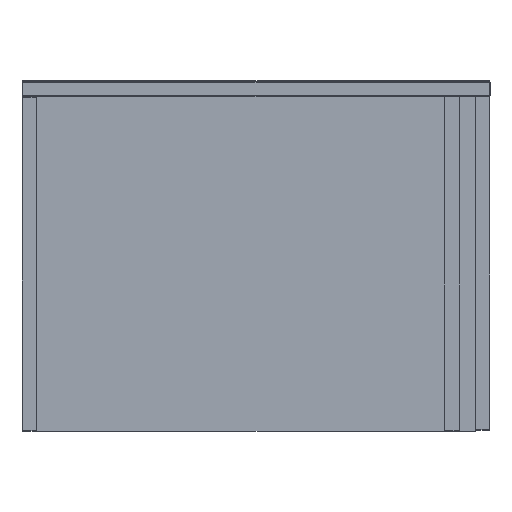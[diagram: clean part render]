
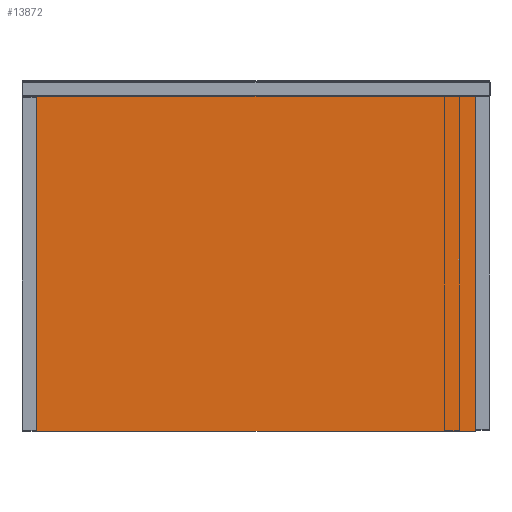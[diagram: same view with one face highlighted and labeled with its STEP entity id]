
A CAD part, front view. The second image highlights one B-rep face of the part: STEP entity #13872.
In plain terms, the highlighted planar face has unit normal (0, -1, 0).
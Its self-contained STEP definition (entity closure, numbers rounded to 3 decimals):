
#383 = ORIENTED_EDGE ( 'NONE', *, *, #5634, .F. ) ;
#821 = DIRECTION ( 'NONE',  ( 0., 0., 1. ) ) ;
#1256 = CARTESIAN_POINT ( 'NONE',  ( 279., 0., -214. ) ) ;
#1536 = CARTESIAN_POINT ( 'NONE',  ( -279., 0., -214. ) ) ;
#1635 = CARTESIAN_POINT ( 'NONE',  ( 279., 0., -214. ) ) ;
#1870 = CARTESIAN_POINT ( 'NONE',  ( 279., 0., 214. ) ) ;
#2648 = EDGE_CURVE ( 'NONE', #4389, #14127, #4075, .T. ) ;
#2657 = LINE ( 'NONE', #11929, #12495 ) ;
#3216 = ORIENTED_EDGE ( 'NONE', *, *, #3915, .F. ) ;
#3290 = LINE ( 'NONE', #7773, #16297 ) ;
#3527 = ORIENTED_EDGE ( 'NONE', *, *, #2648, .F. ) ;
#3915 = EDGE_CURVE ( 'NONE', #14433, #4389, #3290, .T. ) ;
#4075 = LINE ( 'NONE', #12018, #6938 ) ;
#4389 = VERTEX_POINT ( 'NONE', #1536 ) ;
#5607 = DIRECTION ( 'NONE',  ( 1., 0., 0. ) ) ;
#5634 = EDGE_CURVE ( 'NONE', #6481, #14433, #15792, .T. ) ;
#5954 = DIRECTION ( 'NONE',  ( 0., 1., 0. ) ) ;
#6481 = VERTEX_POINT ( 'NONE', #1870 ) ;
#6938 = VECTOR ( 'NONE', #821, 1000. ) ;
#7773 = CARTESIAN_POINT ( 'NONE',  ( -279., 0., -214. ) ) ;
#7835 = CARTESIAN_POINT ( 'NONE',  ( -279., 0., 214. ) ) ;
#7908 = EDGE_LOOP ( 'NONE', ( #383, #15218, #3527, #3216 ) ) ;
#8888 = AXIS2_PLACEMENT_3D ( 'NONE', #19905, #5954, #12179 ) ;
#9004 = PLANE ( 'NONE',  #8888 ) ;
#9387 = EDGE_CURVE ( 'NONE', #14127, #6481, #2657, .T. ) ;
#10888 = VECTOR ( 'NONE', #12756, 1000. ) ;
#11929 = CARTESIAN_POINT ( 'NONE',  ( -279., 0., 214. ) ) ;
#12018 = CARTESIAN_POINT ( 'NONE',  ( -279., 0., -214. ) ) ;
#12179 = DIRECTION ( 'NONE',  ( 0., 0., 1. ) ) ;
#12495 = VECTOR ( 'NONE', #5607, 1000. ) ;
#12756 = DIRECTION ( 'NONE',  ( 0., 0., -1. ) ) ;
#13872 = ADVANCED_FACE ( 'NONE', ( #16751 ), #9004, .F. ) ;
#14127 = VERTEX_POINT ( 'NONE', #7835 ) ;
#14298 = DIRECTION ( 'NONE',  ( -1., 0., 0. ) ) ;
#14433 = VERTEX_POINT ( 'NONE', #1256 ) ;
#15218 = ORIENTED_EDGE ( 'NONE', *, *, #9387, .F. ) ;
#15792 = LINE ( 'NONE', #1635, #10888 ) ;
#16297 = VECTOR ( 'NONE', #14298, 1000. ) ;
#16751 = FACE_OUTER_BOUND ( 'NONE', #7908, .T. ) ;
#19905 = CARTESIAN_POINT ( 'NONE',  ( 0., 0., 0. ) ) ;
